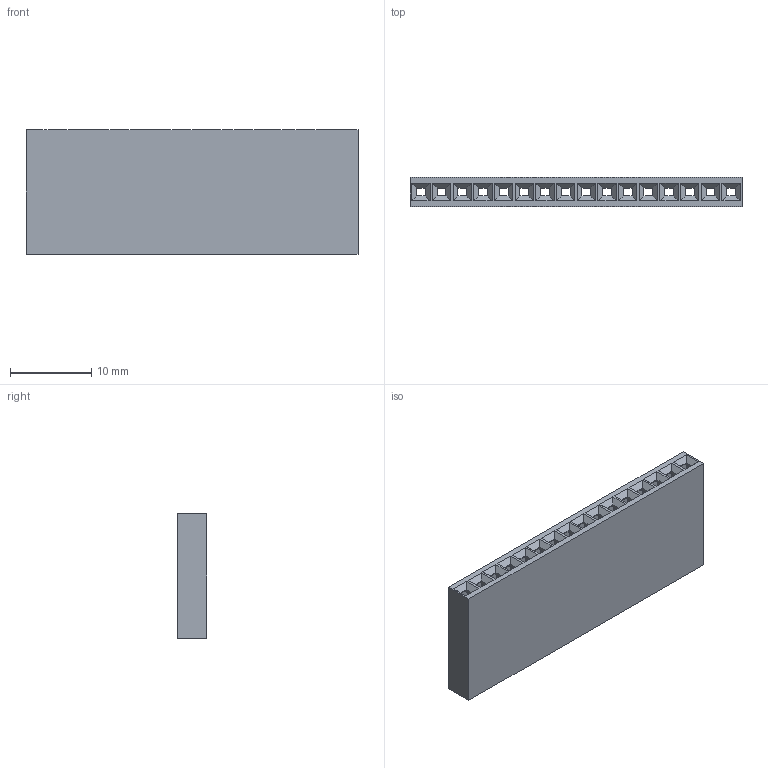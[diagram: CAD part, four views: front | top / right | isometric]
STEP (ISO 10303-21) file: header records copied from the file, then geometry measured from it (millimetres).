
FILE_DESCRIPTION(('STEP AP242'),'1');
FILE_NAME('2-87499-9.stp','2023-06-23T17:49:19',('TraceParts'),('TraceParts S.A.'),'Spatial InterOp 3D',' ',' ');
FILE_SCHEMA(('AP242_MANAGED_MODEL_BASED_3D_ENGINEERING_MIM_LF {1 0 10303 442 1 1 4}'));
Length unit declared in the file: millimetre
Products named in the file (1): 2-87499-9
Bounding box: 40.77 x 3.58 x 15.24 mm (x, y, z)
Volume: 1405.7 mm3; surface area: 3300.2 mm2
Topology: 1 solids, 1 shells, 386 faces, 1121 edges, 726 vertices
Faces by surface type: plane 382, cylinder 2, extrusion 2
Entity records: 12554 total; most frequent: CARTESIAN_POINT 2276, ORIENTED_EDGE 2242, DIRECTION 1893, EDGE_CURVE 1121, VECTOR 1115, LINE 1113, VERTEX_POINT 726, EDGE_LOOP 439
